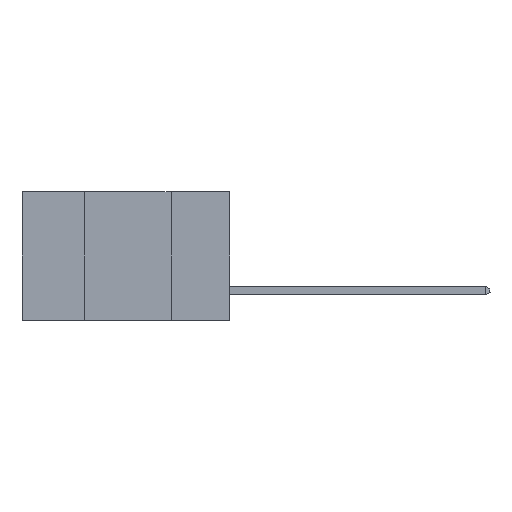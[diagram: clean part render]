
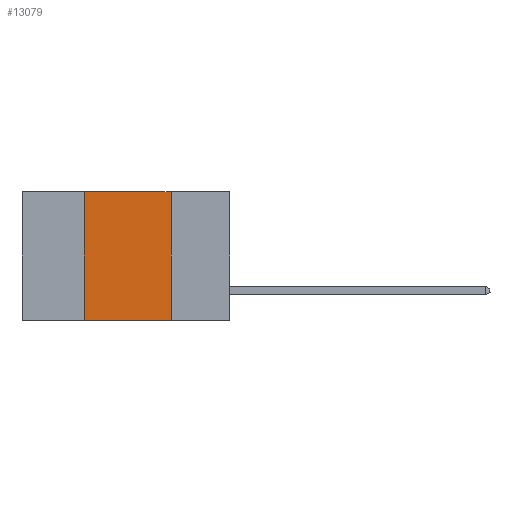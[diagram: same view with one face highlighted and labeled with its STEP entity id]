
A CAD part, left-side view. The second image highlights one B-rep face of the part: STEP entity #13079.
In plain terms, the highlighted planar face has unit normal (-1, 0, 0).
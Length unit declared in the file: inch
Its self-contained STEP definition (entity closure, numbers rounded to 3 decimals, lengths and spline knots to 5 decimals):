
#1810 = AXIS2_PLACEMENT_3D ( 'NONE', #12289, #20408, #13893 ) ;
#1953 = VECTOR ( 'NONE', #6977, 39.37008 ) ;
#3325 = DIRECTION ( 'NONE',  ( 0., 0., -1. ) ) ;
#4438 = ORIENTED_EDGE ( 'NONE', *, *, #5277, .F. ) ;
#4717 = CARTESIAN_POINT ( 'NONE',  ( 0., 0.17, 0. ) ) ;
#5277 = EDGE_CURVE ( 'NONE', #9440, #13427, #14370, .T. ) ;
#5696 = ORIENTED_EDGE ( 'NONE', *, *, #14867, .T. ) ;
#6370 = EDGE_CURVE ( 'NONE', #16906, #9440, #7999, .T. ) ;
#6591 = VECTOR ( 'NONE', #3325, 39.37008 ) ;
#6755 = CARTESIAN_POINT ( 'NONE',  ( 0., 0.17, -0.37 ) ) ;
#6977 = DIRECTION ( 'NONE',  ( 0., 0., 1. ) ) ;
#7323 = EDGE_LOOP ( 'NONE', ( #4438, #12776, #9335, #5696 ) ) ;
#7999 = LINE ( 'NONE', #10239, #18600 ) ;
#8101 = CARTESIAN_POINT ( 'NONE',  ( 0., 0.42, 0. ) ) ;
#8228 = LINE ( 'NONE', #8649, #1953 ) ;
#8649 = CARTESIAN_POINT ( 'NONE',  ( 0., 0.42, 0. ) ) ;
#8833 = DIRECTION ( 'NONE',  ( 0., -1., 0. ) ) ;
#9335 = ORIENTED_EDGE ( 'NONE', *, *, #12129, .F. ) ;
#9440 = VERTEX_POINT ( 'NONE', #19197 ) ;
#9748 = CARTESIAN_POINT ( 'NONE',  ( 0., 0.6, -0.37 ) ) ;
#10239 = CARTESIAN_POINT ( 'NONE',  ( 0., 0.6, 0. ) ) ;
#10622 = VECTOR ( 'NONE', #14634, 39.37008 ) ;
#12129 = EDGE_CURVE ( 'NONE', #17878, #16906, #8228, .T. ) ;
#12289 = CARTESIAN_POINT ( 'NONE',  ( 0., 0.6, 0. ) ) ;
#12617 = LINE ( 'NONE', #9748, #10622 ) ;
#12776 = ORIENTED_EDGE ( 'NONE', *, *, #6370, .F. ) ;
#13079 = ADVANCED_FACE ( 'NONE', ( #17259 ), #17490, .F. ) ;
#13427 = VERTEX_POINT ( 'NONE', #6755 ) ;
#13893 = DIRECTION ( 'NONE',  ( 0., 0., -1. ) ) ;
#14370 = LINE ( 'NONE', #4717, #6591 ) ;
#14634 = DIRECTION ( 'NONE',  ( 0., -1., 0. ) ) ;
#14867 = EDGE_CURVE ( 'NONE', #17878, #13427, #12617, .T. ) ;
#16906 = VERTEX_POINT ( 'NONE', #8101 ) ;
#17102 = CARTESIAN_POINT ( 'NONE',  ( 0., 0.42, -0.37 ) ) ;
#17259 = FACE_OUTER_BOUND ( 'NONE', #7323, .T. ) ;
#17490 = PLANE ( 'NONE',  #1810 ) ;
#17878 = VERTEX_POINT ( 'NONE', #17102 ) ;
#18600 = VECTOR ( 'NONE', #8833, 39.37008 ) ;
#19197 = CARTESIAN_POINT ( 'NONE',  ( 0., 0.17, 0. ) ) ;
#20408 = DIRECTION ( 'NONE',  ( 1., 0., 0. ) ) ;
